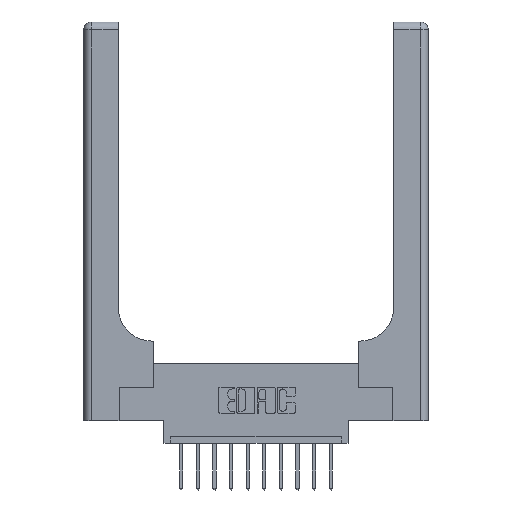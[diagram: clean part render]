
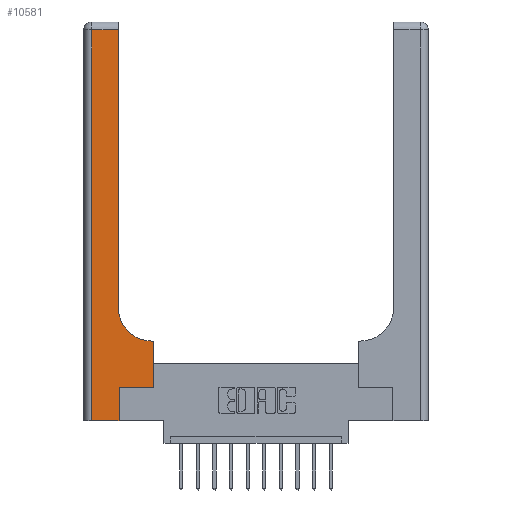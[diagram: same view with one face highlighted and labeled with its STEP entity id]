
A CAD part, top view. The second image highlights one B-rep face of the part: STEP entity #10581.
In plain terms, the highlighted planar face has unit normal (0, 0, 1).
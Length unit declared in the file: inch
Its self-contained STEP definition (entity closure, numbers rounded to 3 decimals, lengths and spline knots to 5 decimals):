
#50 = DIRECTION ( 'NONE',  ( 0., 0., -1. ) ) ;
#803 = CARTESIAN_POINT ( 'NONE',  ( 0.26, 0.85, 0.37 ) ) ;
#1206 = ORIENTED_EDGE ( 'NONE', *, *, #2967, .T. ) ;
#1338 = CARTESIAN_POINT ( 'NONE',  ( 0.06, 0., 0.37 ) ) ;
#1461 = CARTESIAN_POINT ( 'NONE',  ( 0., 2.94, 0.37 ) ) ;
#1701 = CARTESIAN_POINT ( 'NONE',  ( 0.265, 0.25, 0.37 ) ) ;
#2229 = ORIENTED_EDGE ( 'NONE', *, *, #5476, .T. ) ;
#2265 = CARTESIAN_POINT ( 'NONE',  ( 0., 0., 0.37 ) ) ;
#2273 = CARTESIAN_POINT ( 'NONE',  ( 0.528, 0.25, 0.37 ) ) ;
#2798 = ORIENTED_EDGE ( 'NONE', *, *, #9701, .T. ) ;
#2967 = EDGE_CURVE ( 'NONE', #9700, #8934, #13570, .T. ) ;
#3221 = DIRECTION ( 'NONE',  ( 0., -1., 0. ) ) ;
#3686 = CARTESIAN_POINT ( 'NONE',  ( 0., 3., 0.37 ) ) ;
#3843 = DIRECTION ( 'NONE',  ( -1., 0., 0. ) ) ;
#3915 = VERTEX_POINT ( 'NONE', #803 ) ;
#4660 = VECTOR ( 'NONE', #14005, 39.37008 ) ;
#4754 = ORIENTED_EDGE ( 'NONE', *, *, #7715, .T. ) ;
#4763 = VERTEX_POINT ( 'NONE', #9738 ) ;
#5084 = DIRECTION ( 'NONE',  ( 1., 0., 0. ) ) ;
#5379 = LINE ( 'NONE', #8169, #9092 ) ;
#5387 = EDGE_CURVE ( 'NONE', #11134, #3915, #12673, .T. ) ;
#5476 = EDGE_CURVE ( 'NONE', #4763, #9700, #11779, .T. ) ;
#6303 = ORIENTED_EDGE ( 'NONE', *, *, #5387, .T. ) ;
#6328 = PLANE ( 'NONE',  #7069 ) ;
#6815 = DIRECTION ( 'NONE',  ( 1., 0., 0. ) ) ;
#6909 = CARTESIAN_POINT ( 'NONE',  ( 0.06, 2.94, 0.37 ) ) ;
#7069 = AXIS2_PLACEMENT_3D ( 'NONE', #3686, #50, #3843 ) ;
#7390 = DIRECTION ( 'NONE',  ( 0., 1., 0. ) ) ;
#7654 = ORIENTED_EDGE ( 'NONE', *, *, #13355, .T. ) ;
#7715 = EDGE_CURVE ( 'NONE', #9435, #14685, #16176, .T. ) ;
#7808 = EDGE_LOOP ( 'NONE', ( #14508, #7654, #2798, #4754, #9412, #2229, #1206, #14971, #6303 ) ) ;
#8169 = CARTESIAN_POINT ( 'NONE',  ( 0.06, 3., 0.37 ) ) ;
#8299 = VECTOR ( 'NONE', #14070, 39.37008 ) ;
#8610 = EDGE_CURVE ( 'NONE', #3915, #14870, #10210, .T. ) ;
#8934 = VERTEX_POINT ( 'NONE', #10191 ) ;
#9092 = VECTOR ( 'NONE', #3221, 39.37008 ) ;
#9164 = CARTESIAN_POINT ( 'NONE',  ( 0.51, 0.6, 0.37 ) ) ;
#9412 = ORIENTED_EDGE ( 'NONE', *, *, #14068, .T. ) ;
#9435 = VERTEX_POINT ( 'NONE', #1338 ) ;
#9700 = VERTEX_POINT ( 'NONE', #10740 ) ;
#9701 = EDGE_CURVE ( 'NONE', #10317, #9435, #5379, .T. ) ;
#9738 = CARTESIAN_POINT ( 'NONE',  ( 0.265, 0.25, 0.37 ) ) ;
#9775 = VECTOR ( 'NONE', #7390, 39.37008 ) ;
#10191 = CARTESIAN_POINT ( 'NONE',  ( 0.528, 0.6, 0.37 ) ) ;
#10210 = LINE ( 'NONE', #14991, #4660 ) ;
#10317 = VERTEX_POINT ( 'NONE', #6909 ) ;
#10375 = LINE ( 'NONE', #13922, #14909 ) ;
#10581 = ADVANCED_FACE ( 'NONE', ( #16198 ), #6328, .F. ) ;
#10740 = CARTESIAN_POINT ( 'NONE',  ( 0.528, 0.25, 0.37 ) ) ;
#11134 = VERTEX_POINT ( 'NONE', #9164 ) ;
#11380 = CARTESIAN_POINT ( 'NONE',  ( 0.51, 0.85, 0.37 ) ) ;
#11462 = LINE ( 'NONE', #11542, #15403 ) ;
#11542 = CARTESIAN_POINT ( 'NONE',  ( 0.265, 0., 0.37 ) ) ;
#11779 = LINE ( 'NONE', #1701, #12933 ) ;
#12635 = CARTESIAN_POINT ( 'NONE',  ( 0.26, 2.94, 0.37 ) ) ;
#12673 = CIRCLE ( 'NONE', #13971, 0.25 ) ;
#12764 = LINE ( 'NONE', #1461, #8299 ) ;
#12768 = DIRECTION ( 'NONE',  ( 0., 0., -1. ) ) ;
#12933 = VECTOR ( 'NONE', #6815, 39.37008 ) ;
#13355 = EDGE_CURVE ( 'NONE', #14870, #10317, #12764, .T. ) ;
#13570 = LINE ( 'NONE', #2273, #9775 ) ;
#13650 = DIRECTION ( 'NONE',  ( 1., 0., 0. ) ) ;
#13922 = CARTESIAN_POINT ( 'NONE',  ( 0.26, 0.6, 0.37 ) ) ;
#13956 = VECTOR ( 'NONE', #13650, 39.37008 ) ;
#13971 = AXIS2_PLACEMENT_3D ( 'NONE', #11380, #12768, #5084 ) ;
#14005 = DIRECTION ( 'NONE',  ( 0., 1., 0. ) ) ;
#14068 = EDGE_CURVE ( 'NONE', #14685, #4763, #11462, .T. ) ;
#14070 = DIRECTION ( 'NONE',  ( -1., 0., 0. ) ) ;
#14508 = ORIENTED_EDGE ( 'NONE', *, *, #8610, .T. ) ;
#14685 = VERTEX_POINT ( 'NONE', #15526 ) ;
#14870 = VERTEX_POINT ( 'NONE', #12635 ) ;
#14909 = VECTOR ( 'NONE', #15389, 39.37008 ) ;
#14971 = ORIENTED_EDGE ( 'NONE', *, *, #15141, .T. ) ;
#14991 = CARTESIAN_POINT ( 'NONE',  ( 0.26, 3., 0.37 ) ) ;
#15069 = DIRECTION ( 'NONE',  ( 0., 1., 0. ) ) ;
#15141 = EDGE_CURVE ( 'NONE', #8934, #11134, #10375, .T. ) ;
#15389 = DIRECTION ( 'NONE',  ( -1., 0., 0. ) ) ;
#15403 = VECTOR ( 'NONE', #15069, 39.37008 ) ;
#15526 = CARTESIAN_POINT ( 'NONE',  ( 0.265, 0., 0.37 ) ) ;
#16176 = LINE ( 'NONE', #2265, #13956 ) ;
#16198 = FACE_OUTER_BOUND ( 'NONE', #7808, .T. ) ;
